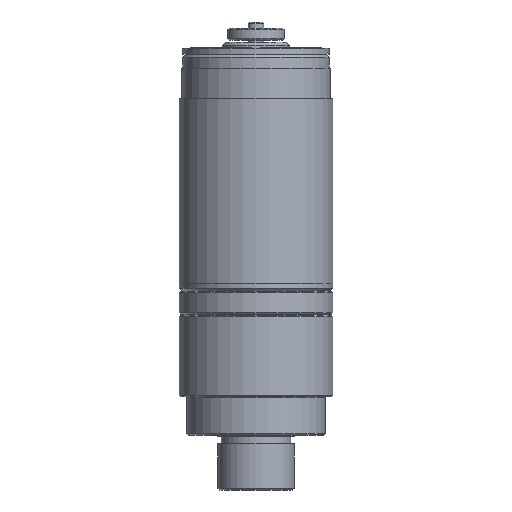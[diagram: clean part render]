
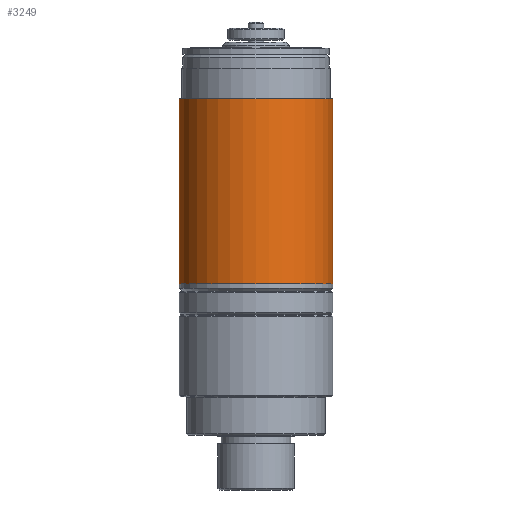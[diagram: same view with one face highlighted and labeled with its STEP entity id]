
A CAD part, front view. The second image highlights one B-rep face of the part: STEP entity #3249.
In plain terms, the highlighted cylindrical face has radius 5 mm (diameter 10 mm), a full revolution.
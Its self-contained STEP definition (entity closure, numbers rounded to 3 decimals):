
#756=FACE_BOUND('',#1180,.T.);
#946=FACE_OUTER_BOUND('',#1179,.T.);
#1179=EDGE_LOOP('',(#2786));
#1180=EDGE_LOOP('',(#2787));
#1317=CIRCLE('',#3490,5.);
#1318=CIRCLE('',#3492,5.);
#1606=VERTEX_POINT('',#6777);
#1607=VERTEX_POINT('',#6780);
#2012=EDGE_CURVE('',#1606,#1606,#1317,.T.);
#2013=EDGE_CURVE('',#1607,#1607,#1318,.T.);
#2786=ORIENTED_EDGE('',*,*,#2013,.F.);
#2787=ORIENTED_EDGE('',*,*,#2012,.T.);
#2887=CYLINDRICAL_SURFACE('',#3491,5.);
#3249=ADVANCED_FACE('',(#946,#756),#2887,.T.);
#3490=AXIS2_PLACEMENT_3D('',#6778,#4216,#4217);
#3491=AXIS2_PLACEMENT_3D('',#6779,#4218,#4219);
#3492=AXIS2_PLACEMENT_3D('',#6781,#4220,#4221);
#4216=DIRECTION('center_axis',(0.,0.,1.));
#4217=DIRECTION('ref_axis',(0.,-1.,0.));
#4218=DIRECTION('center_axis',(0.,0.,1.));
#4219=DIRECTION('ref_axis',(0.,-1.,0.));
#4220=DIRECTION('center_axis',(0.,0.,1.));
#4221=DIRECTION('ref_axis',(0.,-1.,0.));
#6777=CARTESIAN_POINT('',(-6.84,-5.479,7.724));
#6778=CARTESIAN_POINT('Origin',(-6.84,-0.479,7.724));
#6779=CARTESIAN_POINT('Origin',(-6.84,-0.479,13.724));
#6780=CARTESIAN_POINT('',(-6.84,-5.479,19.724));
#6781=CARTESIAN_POINT('Origin',(-6.84,-0.479,19.724));
